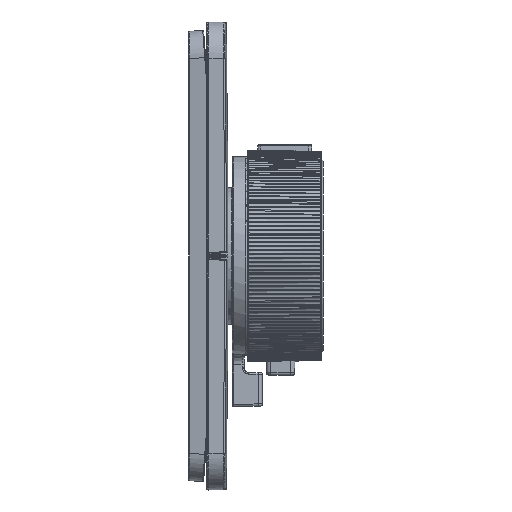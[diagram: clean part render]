
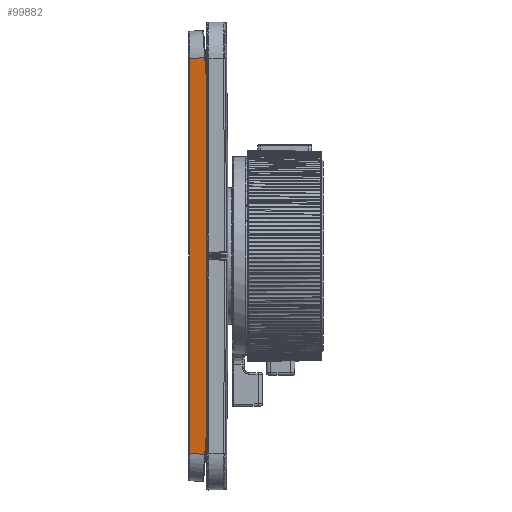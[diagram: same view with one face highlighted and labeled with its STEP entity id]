
A CAD part, front view. The second image highlights one B-rep face of the part: STEP entity #99882.
In plain terms, the highlighted planar face has unit normal (-0.132, -0.991, 0).
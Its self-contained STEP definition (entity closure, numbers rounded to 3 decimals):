
#97726=CARTESIAN_POINT('Vertex',(0.174,-74.523,-65.467)) ;
#98276=CARTESIAN_POINT('Line Origine',(2.812,-74.875,-65.63)) ;
#98280=CARTESIAN_POINT('Vertex',(5.355,-75.214,-65.786)) ;
#98769=CARTESIAN_POINT('Vertex',(0.174,-74.523,65.467)) ;
#99143=CARTESIAN_POINT('Line Origine',(0.174,-74.523,-37.263)) ;
#99209=CARTESIAN_POINT('Vertex',(6.,-75.3,-57.395)) ;
#99212=CARTESIAN_POINT('Line Origine',(7.467,-75.496,-38.335)) ;
#99850=CARTESIAN_POINT('Axis2P3D Location',(6.,-75.3,0.)) ;
#99855=CARTESIAN_POINT('Line Origine',(6.,-75.3,0.)) ;
#99859=CARTESIAN_POINT('Vertex',(6.,-75.3,57.395)) ;
#99862=CARTESIAN_POINT('Line Origine',(5.677,-75.257,61.591)) ;
#99866=CARTESIAN_POINT('Vertex',(5.355,-75.214,65.786)) ;
#99869=CARTESIAN_POINT('Line Origine',(2.764,-74.869,65.627)) ;
#98278=VECTOR('Line Direction',#98277,1.) ;
#99145=VECTOR('Line Direction',#99144,1.) ;
#99214=VECTOR('Line Direction',#99213,1.) ;
#99857=VECTOR('Line Direction',#99856,1.) ;
#99864=VECTOR('Line Direction',#99863,1.) ;
#99871=VECTOR('Line Direction',#99870,1.) ;
#98277=DIRECTION('Vector Direction',(-0.989,0.132,0.061)) ;
#99144=DIRECTION('Vector Direction',(0.,0.,-1.)) ;
#99213=DIRECTION('Vector Direction',(0.077,-0.01,0.997)) ;
#99851=DIRECTION('Axis2P3D Direction',(-0.132,-0.991,-0.)) ;
#99852=DIRECTION('Axis2P3D XDirection',(-0.991,0.132,0.)) ;
#99856=DIRECTION('Vector Direction',(0.,0.,1.)) ;
#99863=DIRECTION('Vector Direction',(-0.077,0.01,0.997)) ;
#99870=DIRECTION('Vector Direction',(-0.989,0.132,-0.061)) ;
#99853=AXIS2_PLACEMENT_3D('Plane Axis2P3D',#99850,#99851,#99852) ;
#98279=LINE('Line',#98276,#98278) ;
#99146=LINE('Line',#99143,#99145) ;
#99215=LINE('Line',#99212,#99214) ;
#99858=LINE('Line',#99855,#99857) ;
#99865=LINE('Line',#99862,#99864) ;
#99872=LINE('Line',#99869,#99871) ;
#99854=PLANE('',#99853) ;
#98282=EDGE_CURVE('',#97727,#98281,#98279,.F.) ;
#99147=EDGE_CURVE('',#98770,#97727,#99146,.T.) ;
#99216=EDGE_CURVE('',#98281,#99210,#99215,.T.) ;
#99861=EDGE_CURVE('',#99860,#99210,#99858,.F.) ;
#99868=EDGE_CURVE('',#99867,#99860,#99865,.F.) ;
#99873=EDGE_CURVE('',#98770,#99867,#99872,.F.) ;
#99875=ORIENTED_EDGE('',*,*,#99861,.F.) ;
#99876=ORIENTED_EDGE('',*,*,#99868,.F.) ;
#99877=ORIENTED_EDGE('',*,*,#99873,.F.) ;
#99878=ORIENTED_EDGE('',*,*,#99147,.T.) ;
#99879=ORIENTED_EDGE('',*,*,#98282,.T.) ;
#99880=ORIENTED_EDGE('',*,*,#99216,.T.) ;
#99874=EDGE_LOOP('',(#99875,#99876,#99877,#99878,#99879,#99880)) ;
#97727=VERTEX_POINT('',#97726) ;
#98281=VERTEX_POINT('',#98280) ;
#98770=VERTEX_POINT('',#98769) ;
#99210=VERTEX_POINT('',#99209) ;
#99860=VERTEX_POINT('',#99859) ;
#99867=VERTEX_POINT('',#99866) ;
#99882=ADVANCED_FACE('Low',(#99881),#99854,.T.) ;
#99881=FACE_OUTER_BOUND('',#99874,.T.) ;
